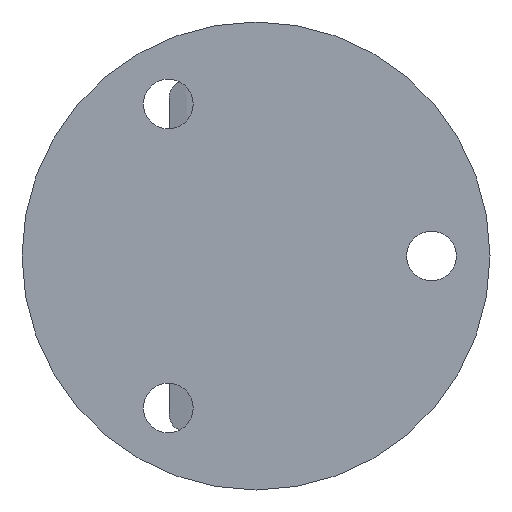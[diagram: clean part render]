
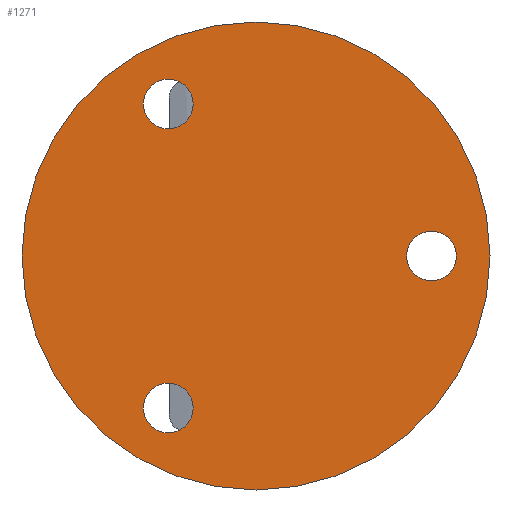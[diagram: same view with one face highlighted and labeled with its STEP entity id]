
A CAD part, front view. The second image highlights one B-rep face of the part: STEP entity #1271.
In plain terms, the highlighted planar face has unit normal (0, -1, 0).
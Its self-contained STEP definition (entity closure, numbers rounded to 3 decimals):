
#11 = CARTESIAN_POINT ( 'NONE',  ( -15., 0., -21.731 ) ) ;
#18 = CIRCLE ( 'NONE', #749, 4.25 ) ;
#39 = CIRCLE ( 'NONE', #159, 4.25 ) ;
#65 = CARTESIAN_POINT ( 'NONE',  ( 30., 0., -4.25 ) ) ;
#97 = DIRECTION ( 'NONE',  ( 0., 0., 1. ) ) ;
#108 = VERTEX_POINT ( 'NONE', #1277 ) ;
#115 = ORIENTED_EDGE ( 'NONE', *, *, #1076, .F. ) ;
#158 = DIRECTION ( 'NONE',  ( 0., 0., 1. ) ) ;
#159 = AXIS2_PLACEMENT_3D ( 'NONE', #1161, #1147, #1273 ) ;
#180 = DIRECTION ( 'NONE',  ( 0., 0., 1. ) ) ;
#183 = CIRCLE ( 'NONE', #926, 40. ) ;
#184 = DIRECTION ( 'NONE',  ( 0., 1., 0. ) ) ;
#272 = CIRCLE ( 'NONE', #629, 4.25 ) ;
#275 = FACE_OUTER_BOUND ( 'NONE', #704, .T. ) ;
#287 = CARTESIAN_POINT ( 'NONE',  ( -15., 0., -30.231 ) ) ;
#343 = CARTESIAN_POINT ( 'NONE',  ( 30., 0., 4.25 ) ) ;
#353 = AXIS2_PLACEMENT_3D ( 'NONE', #1084, #1186, #97 ) ;
#361 = ORIENTED_EDGE ( 'NONE', *, *, #685, .T. ) ;
#365 = EDGE_CURVE ( 'NONE', #505, #707, #611, .T. ) ;
#399 = FACE_BOUND ( 'NONE', #713, .T. ) ;
#400 = CARTESIAN_POINT ( 'NONE',  ( 0., 0., 0. ) ) ;
#404 = ORIENTED_EDGE ( 'NONE', *, *, #1057, .T. ) ;
#410 = DIRECTION ( 'NONE',  ( 0., 1., 0. ) ) ;
#494 = EDGE_CURVE ( 'NONE', #918, #108, #1075, .T. ) ;
#505 = VERTEX_POINT ( 'NONE', #1150 ) ;
#560 = ORIENTED_EDGE ( 'NONE', *, *, #1168, .T. ) ;
#611 = CIRCLE ( 'NONE', #711, 4.25 ) ;
#614 = DIRECTION ( 'NONE',  ( 0., 1., 0. ) ) ;
#629 = AXIS2_PLACEMENT_3D ( 'NONE', #1093, #614, #806 ) ;
#663 = CARTESIAN_POINT ( 'NONE',  ( 0., 0., 0. ) ) ;
#669 = EDGE_CURVE ( 'NONE', #853, #752, #1195, .T. ) ;
#675 = DIRECTION ( 'NONE',  ( 0., 1., 0. ) ) ;
#685 = EDGE_CURVE ( 'NONE', #1034, #1107, #272, .T. ) ;
#689 = AXIS2_PLACEMENT_3D ( 'NONE', #1291, #675, #1004 ) ;
#694 = DIRECTION ( 'NONE',  ( 0., 0., 1. ) ) ;
#699 = PLANE ( 'NONE',  #689 ) ;
#704 = EDGE_LOOP ( 'NONE', ( #744, #115 ) ) ;
#707 = VERTEX_POINT ( 'NONE', #1205 ) ;
#711 = AXIS2_PLACEMENT_3D ( 'NONE', #1304, #184, #991 ) ;
#713 = EDGE_LOOP ( 'NONE', ( #404, #862 ) ) ;
#744 = ORIENTED_EDGE ( 'NONE', *, *, #494, .F. ) ;
#749 = AXIS2_PLACEMENT_3D ( 'NONE', #898, #1092, #694 ) ;
#752 = VERTEX_POINT ( 'NONE', #343 ) ;
#806 = DIRECTION ( 'NONE',  ( 0., 0., 1. ) ) ;
#853 = VERTEX_POINT ( 'NONE', #65 ) ;
#862 = ORIENTED_EDGE ( 'NONE', *, *, #669, .T. ) ;
#863 = CARTESIAN_POINT ( 'NONE',  ( 0., 0., -40. ) ) ;
#898 = CARTESIAN_POINT ( 'NONE',  ( 30., 0., 0. ) ) ;
#905 = ORIENTED_EDGE ( 'NONE', *, *, #365, .T. ) ;
#918 = VERTEX_POINT ( 'NONE', #863 ) ;
#925 = CIRCLE ( 'NONE', #353, 4.25 ) ;
#926 = AXIS2_PLACEMENT_3D ( 'NONE', #400, #1123, #1238 ) ;
#991 = DIRECTION ( 'NONE',  ( 0., 0., 1. ) ) ;
#992 = FACE_BOUND ( 'NONE', #1260, .T. ) ;
#1004 = DIRECTION ( 'NONE',  ( 0., 0., 1. ) ) ;
#1034 = VERTEX_POINT ( 'NONE', #287 ) ;
#1057 = EDGE_CURVE ( 'NONE', #752, #853, #18, .T. ) ;
#1070 = AXIS2_PLACEMENT_3D ( 'NONE', #1188, #410, #180 ) ;
#1075 = CIRCLE ( 'NONE', #1287, 40. ) ;
#1076 = EDGE_CURVE ( 'NONE', #108, #918, #183, .T. ) ;
#1084 = CARTESIAN_POINT ( 'NONE',  ( -15., 0., 25.981 ) ) ;
#1092 = DIRECTION ( 'NONE',  ( 0., 1., 0. ) ) ;
#1093 = CARTESIAN_POINT ( 'NONE',  ( -15., 0., -25.981 ) ) ;
#1107 = VERTEX_POINT ( 'NONE', #11 ) ;
#1123 = DIRECTION ( 'NONE',  ( 0., 1., 0. ) ) ;
#1147 = DIRECTION ( 'NONE',  ( 0., 1., 0. ) ) ;
#1150 = CARTESIAN_POINT ( 'NONE',  ( -15., 0., 21.731 ) ) ;
#1161 = CARTESIAN_POINT ( 'NONE',  ( -15., 0., -25.981 ) ) ;
#1168 = EDGE_CURVE ( 'NONE', #1107, #1034, #39, .T. ) ;
#1186 = DIRECTION ( 'NONE',  ( 0., 1., 0. ) ) ;
#1188 = CARTESIAN_POINT ( 'NONE',  ( 30., 0., 0. ) ) ;
#1195 = CIRCLE ( 'NONE', #1070, 4.25 ) ;
#1202 = FACE_BOUND ( 'NONE', #1222, .T. ) ;
#1205 = CARTESIAN_POINT ( 'NONE',  ( -15., 0., 30.231 ) ) ;
#1222 = EDGE_LOOP ( 'NONE', ( #560, #361 ) ) ;
#1238 = DIRECTION ( 'NONE',  ( 0., 0., 1. ) ) ;
#1256 = DIRECTION ( 'NONE',  ( 0., 1., 0. ) ) ;
#1260 = EDGE_LOOP ( 'NONE', ( #1297, #905 ) ) ;
#1271 = ADVANCED_FACE ( 'NONE', ( #399, #1202, #992, #275 ), #699, .F. ) ;
#1273 = DIRECTION ( 'NONE',  ( 0., 0., 1. ) ) ;
#1277 = CARTESIAN_POINT ( 'NONE',  ( 0., 0., 40. ) ) ;
#1287 = AXIS2_PLACEMENT_3D ( 'NONE', #663, #1256, #158 ) ;
#1291 = CARTESIAN_POINT ( 'NONE',  ( 0., 0., 0. ) ) ;
#1293 = EDGE_CURVE ( 'NONE', #707, #505, #925, .T. ) ;
#1297 = ORIENTED_EDGE ( 'NONE', *, *, #1293, .T. ) ;
#1304 = CARTESIAN_POINT ( 'NONE',  ( -15., 0., 25.981 ) ) ;
